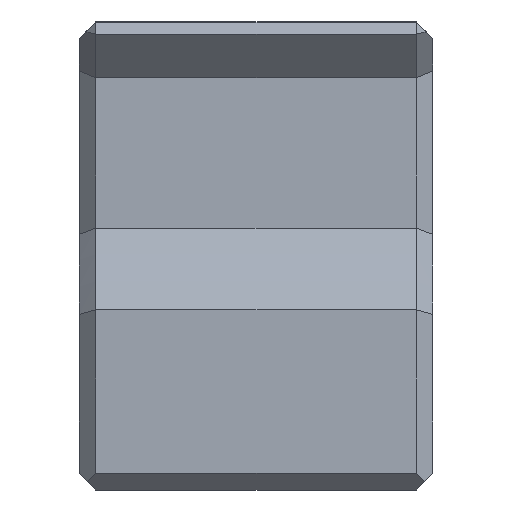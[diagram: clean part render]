
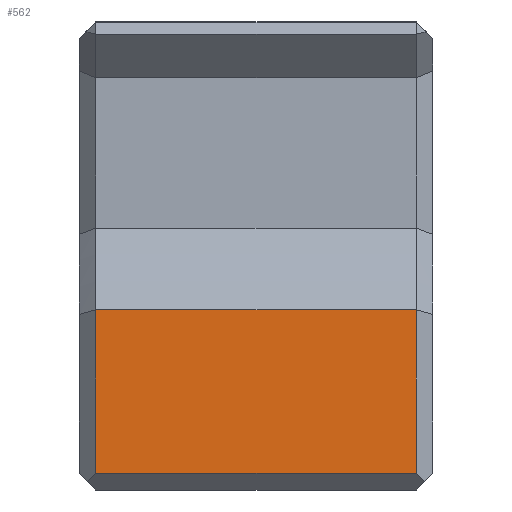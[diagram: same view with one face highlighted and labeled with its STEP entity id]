
A CAD part, left-side view. The second image highlights one B-rep face of the part: STEP entity #562.
In plain terms, the highlighted planar face has unit normal (-1, 0, 0).
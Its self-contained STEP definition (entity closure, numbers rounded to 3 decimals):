
#45=FACE_OUTER_BOUND('',#79,.T.);
#79=EDGE_LOOP('',(#396,#397,#398,#399));
#116=LINE('',#813,#180);
#127=LINE('',#849,#191);
#132=LINE('',#859,#196);
#133=LINE('',#860,#197);
#180=VECTOR('',#655,10.);
#191=VECTOR('',#678,10.);
#196=VECTOR('',#685,10.);
#197=VECTOR('',#686,10.);
#244=VERTEX_POINT('',#811);
#245=VERTEX_POINT('',#812);
#256=VERTEX_POINT('',#848);
#260=VERTEX_POINT('',#858);
#292=EDGE_CURVE('',#244,#245,#116,.T.);
#307=EDGE_CURVE('',#245,#256,#127,.T.);
#312=EDGE_CURVE('',#244,#260,#132,.T.);
#313=EDGE_CURVE('',#256,#260,#133,.T.);
#396=ORIENTED_EDGE('',*,*,#292,.F.);
#397=ORIENTED_EDGE('',*,*,#312,.T.);
#398=ORIENTED_EDGE('',*,*,#313,.F.);
#399=ORIENTED_EDGE('',*,*,#307,.F.);
#536=PLANE('',#612);
#562=ADVANCED_FACE('',(#45),#536,.T.);
#612=AXIS2_PLACEMENT_3D('',#857,#683,#684);
#655=DIRECTION('',(0.,0.,-1.));
#678=DIRECTION('',(0.,1.,0.));
#683=DIRECTION('center_axis',(-1.,0.,0.));
#684=DIRECTION('ref_axis',(0.,0.,1.));
#685=DIRECTION('',(0.,1.,0.));
#686=DIRECTION('',(0.,0.,1.));
#811=CARTESIAN_POINT('',(-25.571,13.67,71.914));
#812=CARTESIAN_POINT('',(-25.571,13.67,67.993));
#813=CARTESIAN_POINT('',(-25.571,13.67,71.148));
#848=CARTESIAN_POINT('',(-25.571,21.351,67.993));
#849=CARTESIAN_POINT('',(-25.571,13.551,67.993));
#857=CARTESIAN_POINT('Origin',(-25.571,13.551,68.593));
#858=CARTESIAN_POINT('',(-25.571,21.351,71.914));
#859=CARTESIAN_POINT('',(-25.571,13.551,71.914));
#860=CARTESIAN_POINT('',(-25.571,21.351,69.979));
